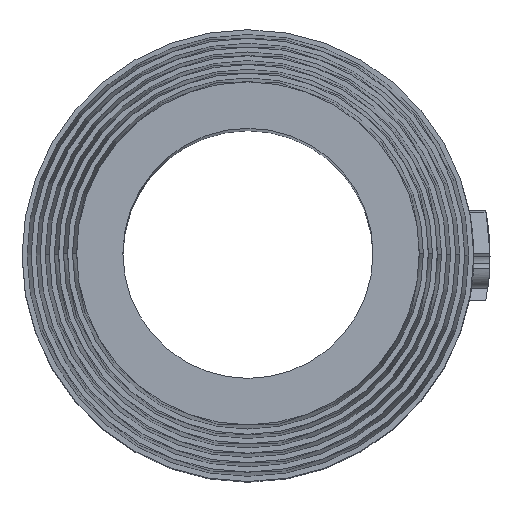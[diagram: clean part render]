
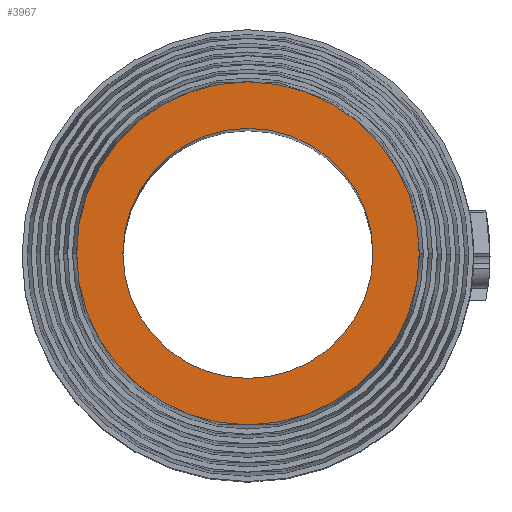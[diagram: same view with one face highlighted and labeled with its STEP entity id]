
A CAD part, top view. The second image highlights one B-rep face of the part: STEP entity #3967.
In plain terms, the highlighted planar face has unit normal (0, 0, 1).
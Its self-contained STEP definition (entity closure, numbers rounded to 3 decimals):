
#11 = CARTESIAN_POINT ( 'NONE',  ( 0., 3.1, 43. ) ) ;
#285 = PLANE ( 'NONE',  #1655 ) ;
#341 = DIRECTION ( 'NONE',  ( 0., 0., -1. ) ) ;
#357 = VERTEX_POINT ( 'NONE', #1589 ) ;
#410 = AXIS2_PLACEMENT_3D ( 'NONE', #2756, #2798, #979 ) ;
#739 = CARTESIAN_POINT ( 'NONE',  ( -4.25, 0., 43. ) ) ;
#766 = DIRECTION ( 'NONE',  ( -1., 0., 0. ) ) ;
#787 = VERTEX_POINT ( 'NONE', #2899 ) ;
#789 = DIRECTION ( 'NONE',  ( 0., 0., -1. ) ) ;
#901 = CARTESIAN_POINT ( 'NONE',  ( 3.1, 0., 43. ) ) ;
#979 = DIRECTION ( 'NONE',  ( -1., 0., 0. ) ) ;
#1037 = DIRECTION ( 'NONE',  ( -1., 0., 0. ) ) ;
#1109 = CARTESIAN_POINT ( 'NONE',  ( 0., 0., 43. ) ) ;
#1378 = CARTESIAN_POINT ( 'NONE',  ( 0., 0., 43. ) ) ;
#1424 = EDGE_LOOP ( 'NONE', ( #1758, #1954 ) ) ;
#1498 = DIRECTION ( 'NONE',  ( 0., 0., -1. ) ) ;
#1538 = ORIENTED_EDGE ( 'NONE', *, *, #4117, .F. ) ;
#1546 = CARTESIAN_POINT ( 'NONE',  ( 0., 0., 43. ) ) ;
#1589 = CARTESIAN_POINT ( 'NONE',  ( 4.25, 0., 43. ) ) ;
#1655 = AXIS2_PLACEMENT_3D ( 'NONE', #11, #3121, #3455 ) ;
#1758 = ORIENTED_EDGE ( 'NONE', *, *, #4306, .T. ) ;
#1800 = CIRCLE ( 'NONE', #3468, 4.25 ) ;
#1864 = DIRECTION ( 'NONE',  ( -1., 0., 0. ) ) ;
#1954 = ORIENTED_EDGE ( 'NONE', *, *, #3558, .T. ) ;
#2021 = CIRCLE ( 'NONE', #2605, 3.1 ) ;
#2560 = ORIENTED_EDGE ( 'NONE', *, *, #2992, .F. ) ;
#2605 = AXIS2_PLACEMENT_3D ( 'NONE', #1378, #341, #1037 ) ;
#2639 = EDGE_LOOP ( 'NONE', ( #1538, #2560 ) ) ;
#2753 = AXIS2_PLACEMENT_3D ( 'NONE', #1546, #1498, #1864 ) ;
#2756 = CARTESIAN_POINT ( 'NONE',  ( 0., 0., 43. ) ) ;
#2798 = DIRECTION ( 'NONE',  ( 0., 0., -1. ) ) ;
#2899 = CARTESIAN_POINT ( 'NONE',  ( -3.1, 0., 43. ) ) ;
#2992 = EDGE_CURVE ( 'NONE', #357, #3041, #1800, .T. ) ;
#3041 = VERTEX_POINT ( 'NONE', #739 ) ;
#3121 = DIRECTION ( 'NONE',  ( 0., 0., 1. ) ) ;
#3455 = DIRECTION ( 'NONE',  ( 1., 0., 0. ) ) ;
#3468 = AXIS2_PLACEMENT_3D ( 'NONE', #1109, #789, #766 ) ;
#3478 = FACE_OUTER_BOUND ( 'NONE', #2639, .T. ) ;
#3558 = EDGE_CURVE ( 'NONE', #3739, #787, #2021, .T. ) ;
#3739 = VERTEX_POINT ( 'NONE', #901 ) ;
#3763 = CIRCLE ( 'NONE', #2753, 4.25 ) ;
#3967 = ADVANCED_FACE ( 'NONE', ( #4157, #3478 ), #285, .T. ) ;
#4117 = EDGE_CURVE ( 'NONE', #3041, #357, #3763, .T. ) ;
#4157 = FACE_BOUND ( 'NONE', #1424, .T. ) ;
#4190 = CIRCLE ( 'NONE', #410, 3.1 ) ;
#4306 = EDGE_CURVE ( 'NONE', #787, #3739, #4190, .T. ) ;
